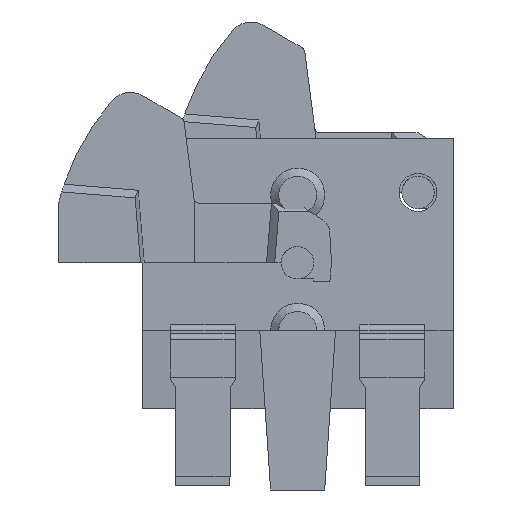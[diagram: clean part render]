
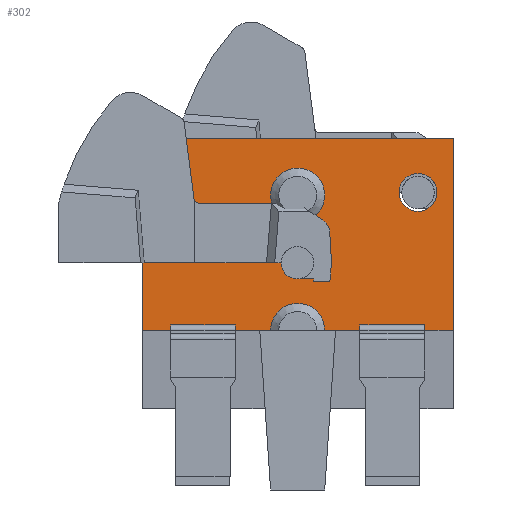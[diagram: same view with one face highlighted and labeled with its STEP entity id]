
A CAD part, front view. The second image highlights one B-rep face of the part: STEP entity #302.
In plain terms, the highlighted planar face has unit normal (0, -1, 0).
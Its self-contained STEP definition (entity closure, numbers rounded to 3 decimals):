
#302 = ADVANCED_FACE( '', ( #641, #642, #643 ), #644, .F. );
#641 = FACE_OUTER_BOUND( '', #1052, .T. );
#642 = FACE_BOUND( '', #1053, .T. );
#643 = FACE_BOUND( '', #1054, .T. );
#644 = PLANE( '', #1055 );
#1052 = EDGE_LOOP( '', ( #1745, #1746, #1747, #1748, #1749, #1750, #1751, #1752, #1753, #1754, #1755, #1756, #1757, #1758 ) );
#1053 = EDGE_LOOP( '', ( #1759 ) );
#1054 = EDGE_LOOP( '', ( #1760 ) );
#1055 = AXIS2_PLACEMENT_3D( '', #1761, #1762, #1763 );
#1745 = ORIENTED_EDGE( '', *, *, #2674, .F. );
#1746 = ORIENTED_EDGE( '', *, *, #2531, .T. );
#1747 = ORIENTED_EDGE( '', *, *, #2564, .F. );
#1748 = ORIENTED_EDGE( '', *, *, #2489, .T. );
#1749 = ORIENTED_EDGE( '', *, *, #2675, .T. );
#1750 = ORIENTED_EDGE( '', *, *, #2499, .T. );
#1751 = ORIENTED_EDGE( '', *, *, #2676, .T. );
#1752 = ORIENTED_EDGE( '', *, *, #2558, .T. );
#1753 = ORIENTED_EDGE( '', *, *, #2582, .T. );
#1754 = ORIENTED_EDGE( '', *, *, #2677, .T. );
#1755 = ORIENTED_EDGE( '', *, *, #2678, .F. );
#1756 = ORIENTED_EDGE( '', *, *, #2461, .F. );
#1757 = ORIENTED_EDGE( '', *, *, #2511, .T. );
#1758 = ORIENTED_EDGE( '', *, *, #2527, .T. );
#1759 = ORIENTED_EDGE( '', *, *, #2679, .T. );
#1760 = ORIENTED_EDGE( '', *, *, #2609, .F. );
#1761 = CARTESIAN_POINT( '', ( -2.87, 0., 2.3 ) );
#1762 = DIRECTION( '', ( 0., 1., 0. ) );
#1763 = DIRECTION( '', ( 0., 0., 1. ) );
#2461 = EDGE_CURVE( '', #2939, #2934, #2941, .T. );
#2489 = EDGE_CURVE( '', #2985, #2989, #2991, .T. );
#2499 = EDGE_CURVE( '', #3005, #3006, #3007, .T. );
#2511 = EDGE_CURVE( '', #2939, #3026, #3028, .T. );
#2527 = EDGE_CURVE( '', #3026, #3051, #3053, .T. );
#2531 = EDGE_CURVE( '', #3059, #3057, #3060, .T. );
#2558 = EDGE_CURVE( '', #3109, #3107, #3110, .T. );
#2564 = EDGE_CURVE( '', #2985, #3057, #3118, .T. );
#2582 = EDGE_CURVE( '', #3107, #3146, #3148, .T. );
#2609 = EDGE_CURVE( '', #3187, #3187, #3188, .F. );
#2674 = EDGE_CURVE( '', #3059, #3051, #3290, .T. );
#2675 = EDGE_CURVE( '', #2989, #3005, #3291, .T. );
#2676 = EDGE_CURVE( '', #3006, #3109, #3292, .T. );
#2677 = EDGE_CURVE( '', #3146, #3293, #3294, .T. );
#2678 = EDGE_CURVE( '', #2934, #3293, #3295, .T. );
#2679 = EDGE_CURVE( '', #3296, #3296, #3297, .T. );
#2934 = VERTEX_POINT( '', #3621 );
#2939 = VERTEX_POINT( '', #3628 );
#2941 = LINE( '', #3631, #3632 );
#2985 = VERTEX_POINT( '', #3691 );
#2989 = VERTEX_POINT( '', #3697 );
#2991 = LINE( '', #3700, #3701 );
#3005 = VERTEX_POINT( '', #3718 );
#3006 = VERTEX_POINT( '', #3719 );
#3007 = LINE( '', #3720, #3721 );
#3026 = VERTEX_POINT( '', #3748 );
#3028 = LINE( '', #3751, #3752 );
#3051 = VERTEX_POINT( '', #3785 );
#3053 = LINE( '', #3788, #3789 );
#3057 = VERTEX_POINT( '', #3795 );
#3059 = VERTEX_POINT( '', #3798 );
#3060 = LINE( '', #3799, #3800 );
#3107 = VERTEX_POINT( '', #3862 );
#3109 = VERTEX_POINT( '', #3865 );
#3110 = LINE( '', #3866, #3867 );
#3118 = LINE( '', #3879, #3880 );
#3146 = VERTEX_POINT( '', #3921 );
#3148 = LINE( '', #3924, #3925 );
#3187 = VERTEX_POINT( '', #3981 );
#3188 = CIRCLE( '', #3982, 0.5 );
#3290 = CIRCLE( '', #4126, 0.5 );
#3291 = LINE( '', #4127, #4128 );
#3292 = LINE( '', #4129, #4130 );
#3293 = VERTEX_POINT( '', #4131 );
#3294 = LINE( '', #4132, #4133 );
#3295 = LINE( '', #4134, #4135 );
#3296 = VERTEX_POINT( '', #4136 );
#3297 = CIRCLE( '', #4137, 0.35 );
#3621 = CARTESIAN_POINT( '', ( -2.345, 0., -1.15 ) );
#3628 = CARTESIAN_POINT( '', ( -1.145, 0., -1.15 ) );
#3631 = CARTESIAN_POINT( '', ( -2.345, 0., -1.15 ) );
#3632 = VECTOR( '', #4483, 1000. );
#3691 = CARTESIAN_POINT( '', ( 1.155, 0., -1.15 ) );
#3697 = CARTESIAN_POINT( '', ( 2.355, 0., -1.15 ) );
#3700 = CARTESIAN_POINT( '', ( 1.155, 0., -1.15 ) );
#3701 = VECTOR( '', #4514, 1000. );
#3718 = CARTESIAN_POINT( '', ( 2.355, 0., -1.25 ) );
#3719 = CARTESIAN_POINT( '', ( 2.88, 0., -1.25 ) );
#3720 = CARTESIAN_POINT( '', ( -4.998, 0., -1.25 ) );
#3721 = VECTOR( '', #4524, 1000. );
#3748 = CARTESIAN_POINT( '', ( -1.145, 0., -1.25 ) );
#3751 = CARTESIAN_POINT( '', ( -1.145, 0., -1.15 ) );
#3752 = VECTOR( '', #4534, 1000. );
#3785 = CARTESIAN_POINT( '', ( -0.495, 0., -1.25 ) );
#3788 = CARTESIAN_POINT( '', ( -4.998, 0., -1.25 ) );
#3789 = VECTOR( '', #4549, 1000. );
#3795 = CARTESIAN_POINT( '', ( 1.155, 0., -1.25 ) );
#3798 = CARTESIAN_POINT( '', ( 0.505, 0., -1.25 ) );
#3799 = CARTESIAN_POINT( '', ( -4.998, 0., -1.25 ) );
#3800 = VECTOR( '', #4553, 1000. );
#3862 = CARTESIAN_POINT( '', ( -2.87, 0., 2.3 ) );
#3865 = CARTESIAN_POINT( '', ( 2.88, 0., 2.3 ) );
#3866 = CARTESIAN_POINT( '', ( 2.88, 0., 2.3 ) );
#3867 = VECTOR( '', #4588, 1000. );
#3879 = CARTESIAN_POINT( '', ( 1.155, 0., -1.15 ) );
#3880 = VECTOR( '', #4593, 1000. );
#3921 = CARTESIAN_POINT( '', ( -2.87, 0., -1.25 ) );
#3924 = CARTESIAN_POINT( '', ( -2.87, 0., 2.3 ) );
#3925 = VECTOR( '', #4608, 1000. );
#3981 = CARTESIAN_POINT( '', ( 0.005, 0., 1.75 ) );
#3982 = AXIS2_PLACEMENT_3D( '', #4632, #4633, #4634 );
#4126 = AXIS2_PLACEMENT_3D( '', #4704, #4705, #4706 );
#4127 = CARTESIAN_POINT( '', ( 2.355, 0., -1.15 ) );
#4128 = VECTOR( '', #4707, 1000. );
#4129 = CARTESIAN_POINT( '', ( 2.88, 0., -2.7 ) );
#4130 = VECTOR( '', #4708, 1000. );
#4131 = CARTESIAN_POINT( '', ( -2.345, 0., -1.25 ) );
#4132 = CARTESIAN_POINT( '', ( -4.998, 0., -1.25 ) );
#4133 = VECTOR( '', #4709, 1000. );
#4134 = CARTESIAN_POINT( '', ( -2.345, 0., -1.15 ) );
#4135 = VECTOR( '', #4710, 1000. );
#4136 = CARTESIAN_POINT( '', ( 2.58, 0., 1.3 ) );
#4137 = AXIS2_PLACEMENT_3D( '', #4711, #4712, #4713 );
#4483 = DIRECTION( '', ( -1., 0., 0. ) );
#4514 = DIRECTION( '', ( 1., 0., 0. ) );
#4524 = DIRECTION( '', ( 1., 0., 0. ) );
#4534 = DIRECTION( '', ( 0., 0., -1. ) );
#4549 = DIRECTION( '', ( 1., 0., 0. ) );
#4553 = DIRECTION( '', ( 1., 0., 0. ) );
#4588 = DIRECTION( '', ( -1., 0., 0. ) );
#4593 = DIRECTION( '', ( 0., 0., -1. ) );
#4608 = DIRECTION( '', ( 0., 0., -1. ) );
#4632 = CARTESIAN_POINT( '', ( 0.005, 0., 1.25 ) );
#4633 = DIRECTION( '', ( 0., 1., 0. ) );
#4634 = DIRECTION( '', ( 0., 0., 1. ) );
#4704 = CARTESIAN_POINT( '', ( 0.005, 0., -1.25 ) );
#4705 = DIRECTION( '', ( 0., -1., 0. ) );
#4706 = DIRECTION( '', ( 1., 0., 0. ) );
#4707 = DIRECTION( '', ( 0., 0., -1. ) );
#4708 = DIRECTION( '', ( 0., 0., 1. ) );
#4709 = DIRECTION( '', ( 1., 0., 0. ) );
#4710 = DIRECTION( '', ( 0., 0., -1. ) );
#4711 = CARTESIAN_POINT( '', ( 2.23, 0., 1.3 ) );
#4712 = DIRECTION( '', ( 0., 1., 0. ) );
#4713 = DIRECTION( '', ( 1., 0., 0. ) );
